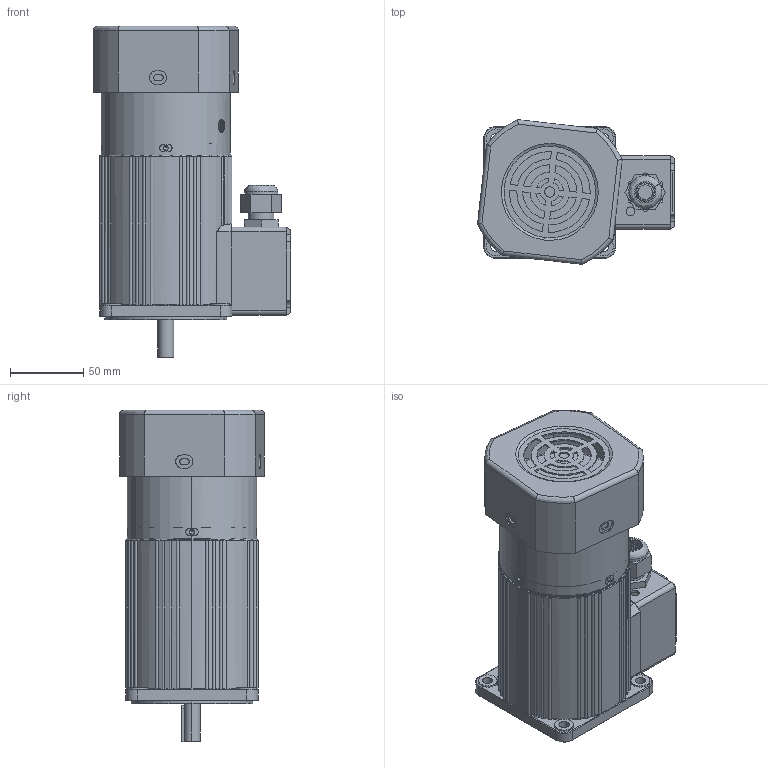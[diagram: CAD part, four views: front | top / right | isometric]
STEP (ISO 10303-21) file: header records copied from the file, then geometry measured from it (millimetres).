
FILE_DESCRIPTION (( 'STEP AP203' ), '1' );
FILE_NAME ('5IK90-140(R)GA-MFT.STEP', '2024-01-24T06:51:33', ( 'User' ), ( 'China' ), 'SwSTEP 2.0', 'SolidWorks 2016', '' );
FILE_SCHEMA (( 'CONFIG_CONTROL_DESIGN' ));
Length unit declared in the file: millimetre
Products named in the file (8): NPT1-2萇擢芛_5; NPT1-2つ踡芛_5; NPT1-2萇擢芛蚾饜极_6; 峚倰萇儂諉盄碟02_5; 90酗瑞欶褲; 5IK90-140(R)GA-MFT; 5IK90-140GA_1; 90价陬ん欶褲_3
Assembly tree (7 placements, depth 3):
  5IK90-140(R)GA-MFT
    5IK90-140GA_1
    90价陬ん欶褲_3
    NPT1-2萇擢芛蚾饜极_6
      NPT1-2萇擢芛_5
      NPT1-2つ踡芛_5
    峚倰萇儂諉盄碟02_5
    90酗瑞欶褲
Bounding box: 134.31 x 98.63 x 226 mm (x, y, z)
Volume: 868493.1 mm3; surface area: 175344.6 mm2
Topology: 6 solids, 6 shells, 776 faces, 2105 edges, 1339 vertices
Faces by surface type: plane 311, cylinder 294, bspline 138, cone 33
Entity records: 30803 total; most frequent: CARTESIAN_POINT 11092, ORIENTED_EDGE 4134, DIRECTION 3741, EDGE_CURVE 2067, AXIS2_PLACEMENT_3D 1380, VERTEX_POINT 1337, LINE 981, VECTOR 981
